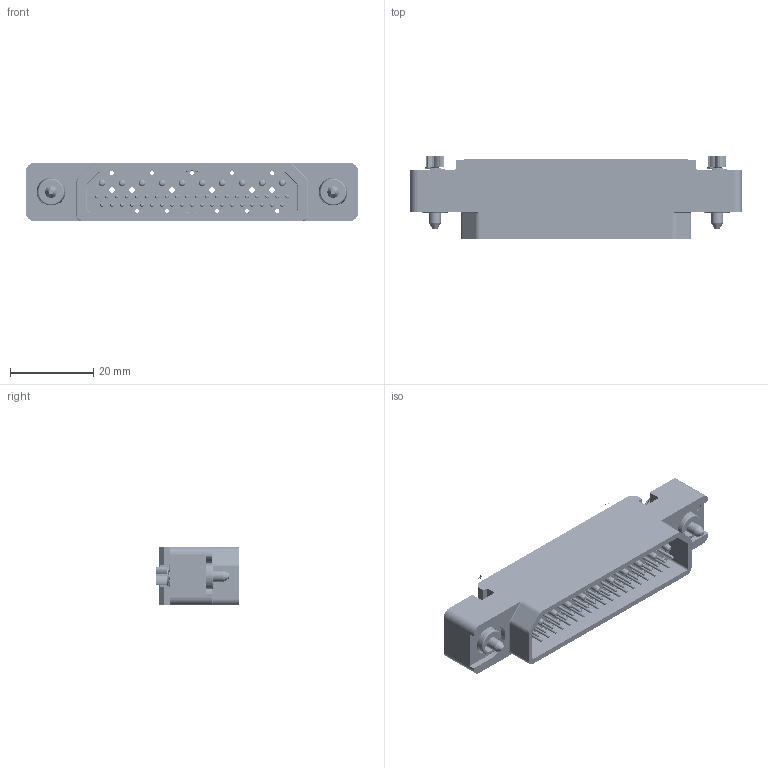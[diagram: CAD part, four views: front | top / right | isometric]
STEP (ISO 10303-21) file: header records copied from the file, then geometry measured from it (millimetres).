
FILE_DESCRIPTION((''),'2;1');
FILE_NAME('1900ND03P1A00E','2020-08-03T',('presta_be4'),(''),'CREO PARAMETRIC BY PTC INC, 2018360','CREO PARAMETRIC BY PTC INC, 2018360','');
FILE_SCHEMA(('CONFIG_CONTROL_DESIGN'));
Products named in the file (1): 1900ND03P1A00E
Bounding box: 80 x 22.77 x 14 mm (x, y, z)
Volume: 8812.1 mm3; surface area: 16468 mm2
Topology: 76 solids, 76 shells, 5656 faces, 14962 edges, 9585 vertices
Faces by surface type: plane 2451, cylinder 1991, cone 574, torus 318, sphere 156, bspline 138, extrusion 28
Entity records: 206897 total; most frequent: CARTESIAN_POINT 67502, ORIENTED_EDGE 29720, DIRECTION 28307, EDGE_CURVE 14860, AXIS2_PLACEMENT_3D 10468, VERTEX_POINT 9585, VECTOR 7371, LINE 7343
